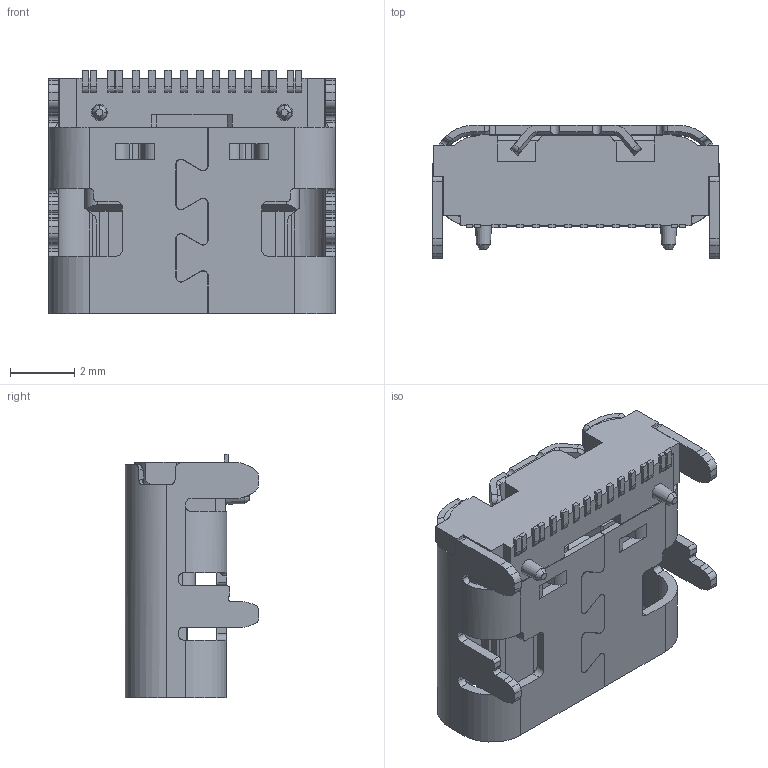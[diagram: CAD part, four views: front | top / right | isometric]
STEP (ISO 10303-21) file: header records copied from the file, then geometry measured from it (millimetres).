
FILE_DESCRIPTION(('STEP AP242'),'1');
FILE_NAME('xb-acf003-2r.stp','2023-07-14T15:23:43',('TraceParts'),('TraceParts S.A.'),'Spatial InterOp 3D',' ',' ');
FILE_SCHEMA(('AP242_MANAGED_MODEL_BASED_3D_ENGINEERING_MIM_LF {1 0 10303 442 1 1 4}'));
Length unit declared in the file: millimetre
Products named in the file (1): xb-acf003-2r
Bounding box: 8.94 x 4.16 x 7.6 mm (x, y, z)
Volume: 113.9 mm3; surface area: 474.3 mm2
Topology: 1 solids, 1 shells, 760 faces, 2241 edges, 1449 vertices
Faces by surface type: plane 529, cylinder 195, cone 30, bspline 6
Entity records: 30098 total; most frequent: CARTESIAN_POINT 5254, ORIENTED_EDGE 4480, DIRECTION 4038, EDGE_CURVE 2240, LINE 1716, VECTOR 1716, VERTEX_POINT 1449, AXIS2_PLACEMENT_3D 1161
